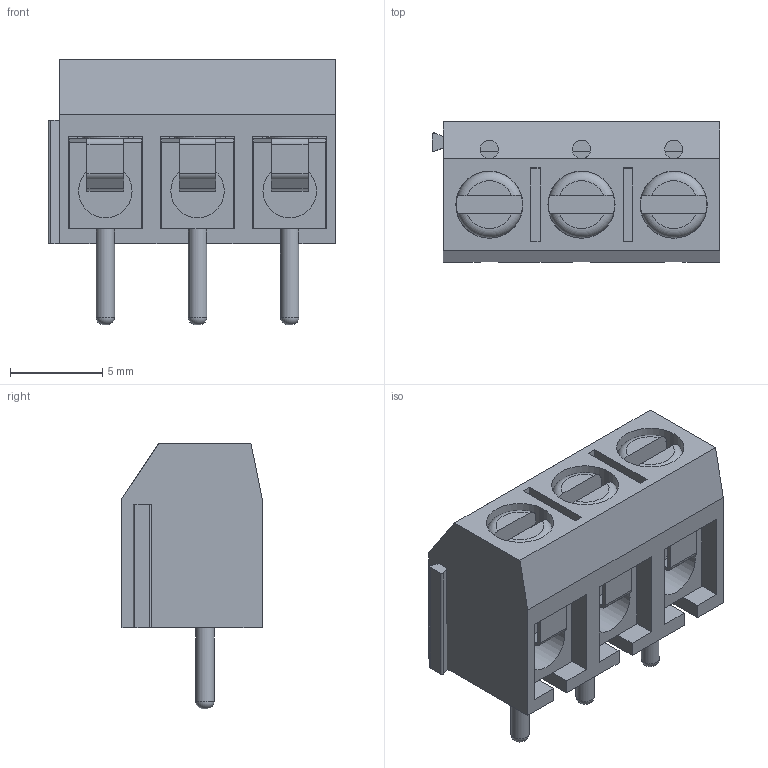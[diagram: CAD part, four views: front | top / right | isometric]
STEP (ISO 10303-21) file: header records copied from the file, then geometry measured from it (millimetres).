
FILE_DESCRIPTION(('STEP AP214'), '1');
FILE_NAME('DG301-5.0-03', '', ('UNSPECIFIED'), ('UNSPECIFIED'), 'ASCON STEP Converter 1.3', 'ASCON Math Kernel', '');
FILE_SCHEMA(('AUTOMOTIVE_DESIGN { 1 0 10303 214 3 1 1}'));
Length unit declared in the file: millimetre
Assembly tree (10 placements, depth 2):
  (unnamed)
    (unnamed)
    (unnamed)  x3
    (unnamed)  x3
    (unnamed)  x3
Bounding box: 15.6 x 7.6 x 14.4 mm (x, y, z)
Volume: 755.3 mm3; surface area: 2105.4 mm2
Topology: 10 solids, 10 shells, 276 faces, 660 edges, 409 vertices
Faces by surface type: plane 203, cylinder 55, torus 12, cone 6
Full cylindrical faces by diameter (mm): 1 x6, 1.8 x3, 2 x3, 2.5 x3, 2.6 x3, 2.9 x3, 3 x3, 3.6 x3, 3.64 x3
Entity records: 5890 total; most frequent: CARTESIAN_POINT 878, DIRECTION 707, ORIENTED_EDGE 692, EDGE_CURVE 346, LINE 273, VECTOR 273, VERTEX_POINT 233, AXIS2_PLACEMENT_3D 217
